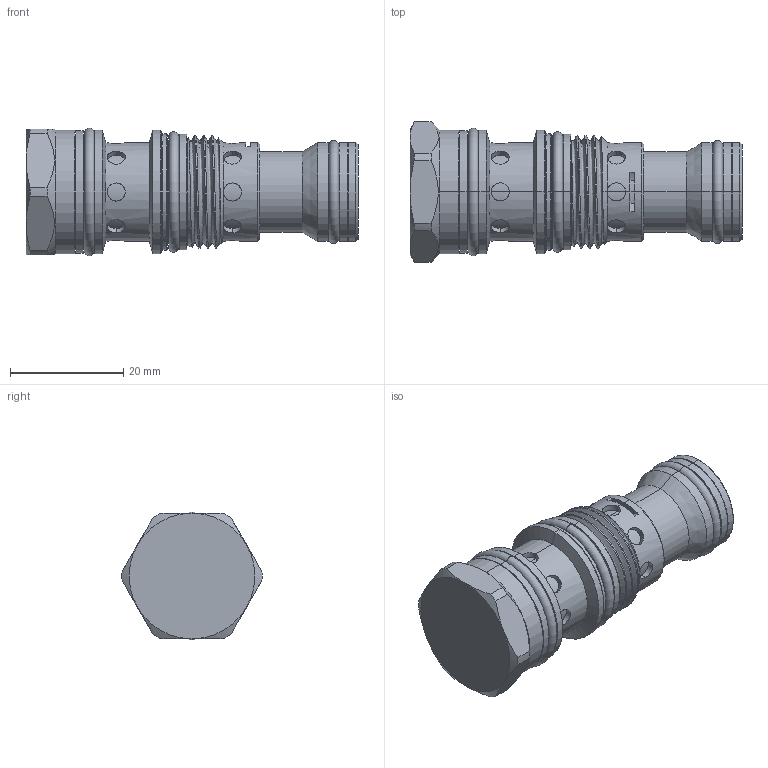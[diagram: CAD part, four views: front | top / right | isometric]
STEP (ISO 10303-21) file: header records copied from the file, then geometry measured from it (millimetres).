
FILE_DESCRIPTION (( 'STEP AP214' ), '1' );
FILE_NAME ('CO11A38-N.STEP', '2016-04-15T05:29:24', ( '' ), ( '' ), 'SwSTEP 2.0', 'SolidWorks 2012', '' );
FILE_SCHEMA (( 'AUTOMOTIVE_DESIGN' ));
Length unit declared in the file: millimetre
Products named in the file (1): CO11A38-N
Bounding box: 58.7 x 24.79 x 22.55 mm (x, y, z)
Volume: 16064.4 mm3; surface area: 6601.2 mm2
Topology: 1 solids, 1 shells, 180 faces, 399 edges, 242 vertices
Faces by surface type: cylinder 111, cone 34, plane 26, torus 8, bspline 1
Entity records: 8137 total; most frequent: CARTESIAN_POINT 4248, DIRECTION 799, ORIENTED_EDGE 798, EDGE_CURVE 399, AXIS2_PLACEMENT_3D 333, VERTEX_POINT 242, EDGE_LOOP 201, FACE_OUTER_BOUND 180
